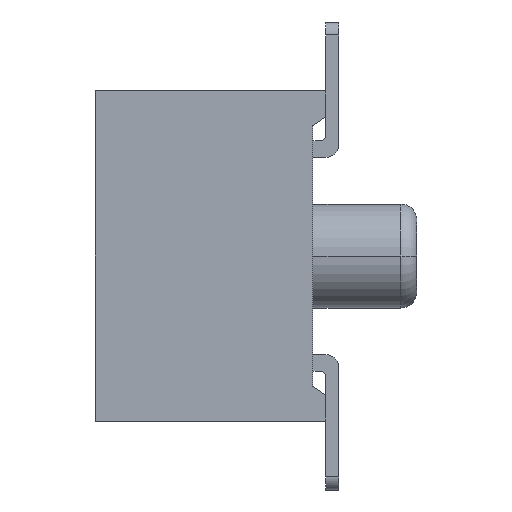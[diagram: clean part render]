
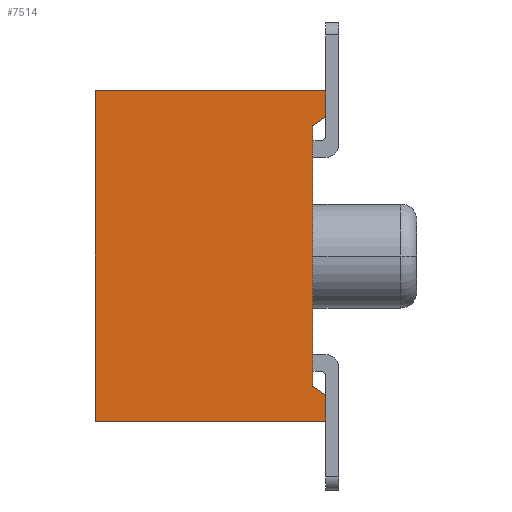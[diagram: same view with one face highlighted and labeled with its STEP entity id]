
A CAD part, left-side view. The second image highlights one B-rep face of the part: STEP entity #7514.
In plain terms, the highlighted planar face has unit normal (-1, 0, 0).
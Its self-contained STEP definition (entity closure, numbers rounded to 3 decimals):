
#24=DIRECTION('',(0.,0.,1.));
#25=VECTOR('',#24,0.4);
#26=CARTESIAN_POINT('',(-1.27,0.,2.14));
#27=LINE('',#26,#25);
#52=DIRECTION('',(0.,0.,1.));
#53=VECTOR('',#52,0.4);
#54=CARTESIAN_POINT('',(-1.27,0.,-2.54));
#55=LINE('',#54,#53);
#101=DIRECTION('',(0.,1.,0.));
#102=VECTOR('',#101,3.55);
#103=CARTESIAN_POINT('',(-1.27,0.,2.54));
#104=LINE('',#103,#102);
#731=DIRECTION('',(0.,0.,1.));
#732=VECTOR('',#731,5.08);
#733=CARTESIAN_POINT('',(-1.27,3.55,-2.54));
#734=LINE('',#733,#732);
#994=DIRECTION('',(0.,0.819,-0.574));
#995=VECTOR('',#994,0.244);
#996=CARTESIAN_POINT('',(-1.27,0.,2.14));
#997=LINE('',#996,#995);
#1001=DIRECTION('',(0.,0.,-1.));
#1002=VECTOR('',#1001,4.);
#1003=CARTESIAN_POINT('',(-1.27,0.2,2.));
#1004=LINE('',#1003,#1002);
#1008=DIRECTION('',(0.,-0.819,-0.574));
#1009=VECTOR('',#1008,0.244);
#1010=CARTESIAN_POINT('',(-1.27,0.2,-2.));
#1011=LINE('',#1010,#1009);
#1015=DIRECTION('',(0.,1.,0.));
#1016=VECTOR('',#1015,3.55);
#1017=CARTESIAN_POINT('',(-1.27,0.,-2.54));
#1018=LINE('',#1017,#1016);
#5717=CARTESIAN_POINT('',(-1.27,3.55,-2.54));
#5718=CARTESIAN_POINT('',(-1.27,3.55,2.54));
#5719=VERTEX_POINT('',#5717);
#5720=VERTEX_POINT('',#5718);
#5721=CARTESIAN_POINT('',(-1.27,0.,-2.54));
#5722=VERTEX_POINT('',#5721);
#5723=CARTESIAN_POINT('',(-1.27,0.,2.54));
#5724=VERTEX_POINT('',#5723);
#5781=CARTESIAN_POINT('',(-1.27,0.,2.14));
#5783=VERTEX_POINT('',#5781);
#5785=CARTESIAN_POINT('',(-1.27,0.,-2.14));
#5787=VERTEX_POINT('',#5785);
#5789=CARTESIAN_POINT('',(-1.27,0.2,2.));
#5790=VERTEX_POINT('',#5789);
#5791=CARTESIAN_POINT('',(-1.27,0.2,-2.));
#5792=VERTEX_POINT('',#5791);
#7497=CARTESIAN_POINT('',(-1.27,0.,-2.54));
#7498=DIRECTION('',(-1.,0.,0.));
#7499=DIRECTION('',(0.,0.,1.));
#7500=AXIS2_PLACEMENT_3D('',#7497,#7498,#7499);
#7501=PLANE('',#7500);
#7502=ORIENTED_EDGE('',*,*,#6775,.T.);
#7503=ORIENTED_EDGE('',*,*,#7237,.T.);
#7505=ORIENTED_EDGE('',*,*,#7504,.T.);
#7506=ORIENTED_EDGE('',*,*,#6760,.F.);
#7508=ORIENTED_EDGE('',*,*,#7507,.T.);
#7509=ORIENTED_EDGE('',*,*,#6824,.T.);
#7510=ORIENTED_EDGE('',*,*,#6810,.F.);
#7511=ORIENTED_EDGE('',*,*,#6740,.F.);
#7512=EDGE_LOOP('',(#7502,#7503,#7505,#7506,#7508,#7509,#7510,#7511));
#7513=FACE_OUTER_BOUND('',#7512,.F.);
#7514=ADVANCED_FACE('',(#7513),#7501,.T.);
#6740=EDGE_CURVE('',#5783,#5724,#27,.T.);
#6760=EDGE_CURVE('',#5722,#5787,#55,.T.);
#6775=EDGE_CURVE('',#5783,#5790,#997,.T.);
#6810=EDGE_CURVE('',#5724,#5720,#104,.T.);
#6824=EDGE_CURVE('',#5719,#5720,#734,.T.);
#7237=EDGE_CURVE('',#5790,#5792,#1004,.T.);
#7504=EDGE_CURVE('',#5792,#5787,#1011,.T.);
#7507=EDGE_CURVE('',#5722,#5719,#1018,.T.);
